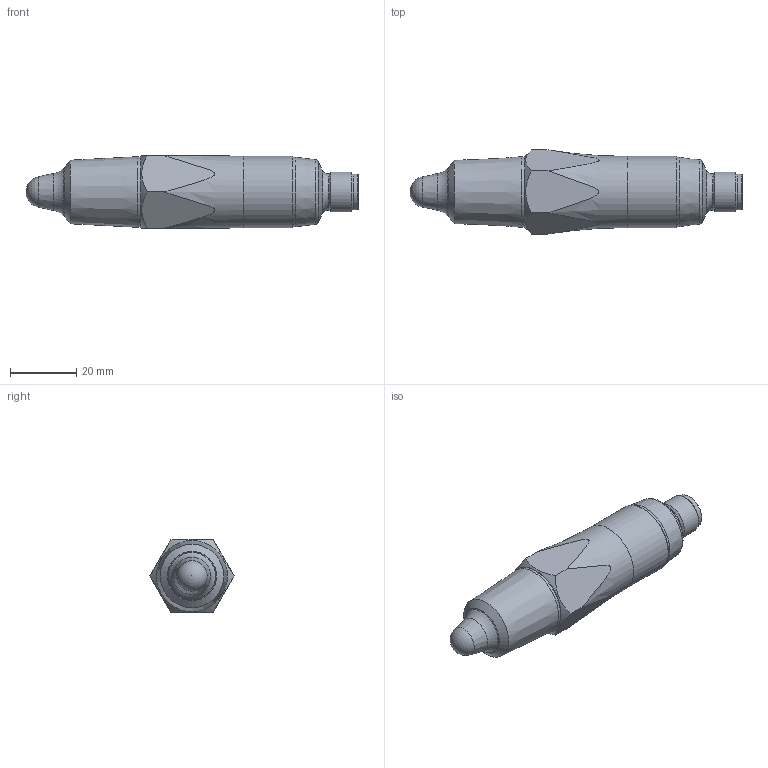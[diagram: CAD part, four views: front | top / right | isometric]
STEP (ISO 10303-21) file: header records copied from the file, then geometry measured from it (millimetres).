
FILE_DESCRIPTION(/* description */ ('Unknown'),/* implementation_level */ '2;1');
FILE_NAME(/* name */ 'LBFI-21.020.N02020.1.0000.0',/* time_stamp */ '2018-06-22T10:32:14+02:00',/* author */ ('Unknown'),/* organization */ ('Unknown'),/* preprocessor_version */ 'ST-DEVELOPER v16.7',/* originating_system */ 'DEX',/* authorisation */ $);
FILE_SCHEMA (('AUTOMOTIVE_DESIGN {1 0 10303 214 3 1 1}'));
Length unit declared in the file: millimetre
Products named in the file (1): Part1
Bounding box: 100.23 x 25.4 x 22 mm (x, y, z)
Volume: 14272.8 mm3; surface area: 13079.7 mm2
Topology: 2 solids, 3 shells, 382 faces, 1008 edges, 625 vertices
Faces by surface type: plane 206, cylinder 106, cone 30, sphere 25, torus 15
Full cylindrical faces by diameter (mm): 9.4 x1, 9.6 x1, 10.8 x1, 10.9 x1, 11.9 x1, 12 x1, 12.02 x2, 12.1 x1, 13.6 x1, 14.549 x1, 14.65 x1, 15 x1, 16.6 x1, 17.8 x1, 18.95 x1, 19 x2, 19.5 x1, 19.55 x1, 19.6 x1, 20 x1, 20.5 x1, 20.6 x1, 21 x1, 21.3 x1, 21.5 x1
Entity records: 11866 total; most frequent: CARTESIAN_POINT 2230, DIRECTION 1884, ORIENTED_EDGE 1780, EDGE_CURVE 890, AXIS2_PLACEMENT_3D 674, VERTEX_POINT 585, LINE 536, VECTOR 536
